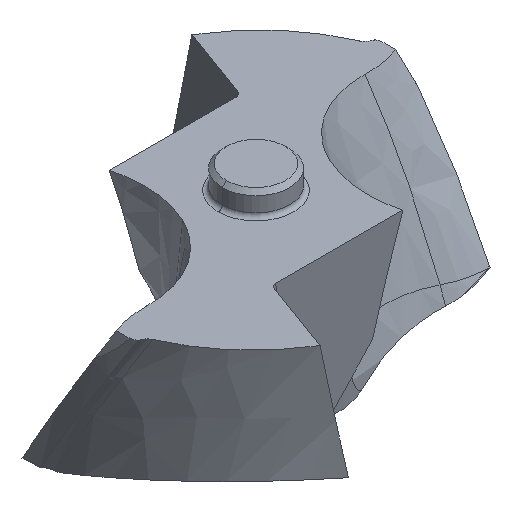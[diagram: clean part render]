
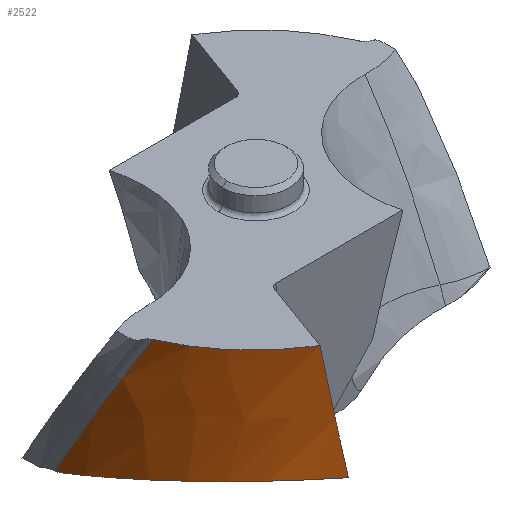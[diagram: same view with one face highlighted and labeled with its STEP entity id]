
A CAD part, isometric view. The second image highlights one B-rep face of the part: STEP entity #2522.
In plain terms, the highlighted free-form (B-spline) face has degree [3, 3] with [7, 5] control points.
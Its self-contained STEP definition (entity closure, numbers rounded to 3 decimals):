
#160=CARTESIAN_POINT('',(-3.775,-6.134,
0.));
#161=CARTESIAN_POINT('',(-4.318,-5.81,
0.));
#162=CARTESIAN_POINT('',(-5.488,-4.883,
0.));
#163=CARTESIAN_POINT('',(-6.322,-3.634,
0.));
#164=CARTESIAN_POINT('',(-6.659,-2.858,
0.));
#450=CARTESIAN_POINT('',(-7.248,0.162,
-5.399));
#749=CARTESIAN_POINT('',(-3.079,-6.48,
-4.385));
#750=CARTESIAN_POINT('',(-3.277,-6.388,
-4.349));
#751=CARTESIAN_POINT('',(-3.659,-6.189,
-4.287));
#752=CARTESIAN_POINT('',(-4.178,-5.861,
-4.225));
#753=CARTESIAN_POINT('',(-4.68,-5.482,
-4.189));
#754=CARTESIAN_POINT('',(-5.134,-5.072,
-4.182));
#755=CARTESIAN_POINT('',(-5.56,-4.617,
-4.204));
#756=CARTESIAN_POINT('',(-5.948,-4.119,
-4.255));
#757=CARTESIAN_POINT('',(-6.277,-3.612,
-4.332));
#758=CARTESIAN_POINT('',(-6.562,-3.08,
-4.434));
#759=CARTESIAN_POINT('',(-6.814,-2.485,
-4.573));
#760=CARTESIAN_POINT('',(-6.997,-1.924,
-4.724));
#761=CARTESIAN_POINT('',(-7.147,-1.271,
-4.922));
#762=CARTESIAN_POINT('',(-7.228,-0.672,
-5.125));
#763=CARTESIAN_POINT('',(-7.25,-0.227,
-5.289));
#764=CARTESIAN_POINT('',(-7.25,0.,-5.377));
#766=CARTESIAN_POINT('',(-7.25,0.,-5.377));
#767=CARTESIAN_POINT('',(-7.25,0.018,
-5.379));
#768=CARTESIAN_POINT('',(-7.25,0.054,
-5.384));
#769=CARTESIAN_POINT('',(-7.25,0.108,
-5.391));
#770=CARTESIAN_POINT('',(-7.249,0.144,
-5.396));
#771=CARTESIAN_POINT('',(-7.248,0.162,
-5.399));
#773=CARTESIAN_POINT('',(-7.248,0.162,
-5.399));
#774=CARTESIAN_POINT('',(-7.264,-0.428,
-4.34));
#775=CARTESIAN_POINT('',(-7.159,-1.451,
-2.54));
#776=CARTESIAN_POINT('',(-6.831,-2.455,
-0.741));
#777=CARTESIAN_POINT('',(-6.659,-2.858,
0.));
#779=CARTESIAN_POINT('',(-3.775,-6.134,
0.));
#780=CARTESIAN_POINT('',(-3.719,-6.152,
-0.334));
#781=CARTESIAN_POINT('',(-3.614,-6.186,
-0.965));
#782=CARTESIAN_POINT('',(-3.476,-6.239,
-1.802));
#783=CARTESIAN_POINT('',(-3.358,-6.293,
-2.534));
#784=CARTESIAN_POINT('',(-3.255,-6.35,
-3.195));
#785=CARTESIAN_POINT('',(-3.162,-6.412,
-3.808));
#786=CARTESIAN_POINT('',(-3.106,-6.457,
-4.197));
#787=CARTESIAN_POINT('',(-3.079,-6.48,
-4.385));
#947=CARTESIAN_POINT('',(-3.775,-6.134,
0.));
#948=VERTEX_POINT('',#947);
#949=VERTEX_POINT('',#164);
#980=CARTESIAN_POINT('',(-7.25,0.,-5.377));
#981=VERTEX_POINT('',#980);
#982=VERTEX_POINT('',#749);
#997=VERTEX_POINT('',#450);
#2478=CARTESIAN_POINT('',(-3.399,-6.399,
-5.453));
#2479=CARTESIAN_POINT('',(-2.959,-6.54,
-4.376));
#2480=CARTESIAN_POINT('',(-2.075,-6.803,
-2.541));
#2481=CARTESIAN_POINT('',(-0.958,-7.044,
-0.707));
#2482=CARTESIAN_POINT('',(-0.459,-7.134,
0.051));
#2483=CARTESIAN_POINT('',(-3.484,-6.354,
-5.453));
#2484=CARTESIAN_POINT('',(-3.046,-6.503,
-4.376));
#2485=CARTESIAN_POINT('',(-2.165,-6.779,
-2.541));
#2486=CARTESIAN_POINT('',(-1.051,-7.035,
-0.707));
#2487=CARTESIAN_POINT('',(-0.553,-7.129,
0.051));
#2488=CARTESIAN_POINT('',(-4.321,-5.889,
-5.453));
#2489=CARTESIAN_POINT('',(-3.903,-6.117,
-4.376));
#2490=CARTESIAN_POINT('',(-3.056,-6.527,
-2.541));
#2491=CARTESIAN_POINT('',(-1.976,-6.917,
-0.707));
#2492=CARTESIAN_POINT('',(-1.492,-7.067,
0.051));
#2493=CARTESIAN_POINT('',(-5.727,-4.692,
-5.453));
#2494=CARTESIAN_POINT('',(-5.377,-5.061,
-4.376));
#2495=CARTESIAN_POINT('',(-4.646,-5.712,
-2.541));
#2496=CARTESIAN_POINT('',(-3.682,-6.342,
-0.707));
#2497=CARTESIAN_POINT('',(-3.246,-6.592,
0.051));
#2498=CARTESIAN_POINT('',(-7.019,-2.375,
-5.453));
#2499=CARTESIAN_POINT('',(-6.831,-2.9,
-4.376));
#2500=CARTESIAN_POINT('',(-6.376,-3.817,
-2.541));
#2501=CARTESIAN_POINT('',(-5.688,-4.714,
-0.707));
#2502=CARTESIAN_POINT('',(-5.366,-5.073,
0.051));
#2503=CARTESIAN_POINT('',(-7.278,-0.616,
-5.453));
#2504=CARTESIAN_POINT('',(-7.229,-1.201,
-4.376));
#2505=CARTESIAN_POINT('',(-7.011,-2.219,
-2.541));
#2506=CARTESIAN_POINT('',(-6.56,-3.215,
-0.707));
#2507=CARTESIAN_POINT('',(-6.336,-3.617,
0.051));
#2508=CARTESIAN_POINT('',(-7.245,0.271,
-5.453));
#2509=CARTESIAN_POINT('',(-7.27,-0.33,
-4.376));
#2510=CARTESIAN_POINT('',(-7.176,-1.376,
-2.541));
#2511=CARTESIAN_POINT('',(-6.851,-2.401,
-0.707));
#2512=CARTESIAN_POINT('',(-6.678,-2.814,
0.051));
#2513=B_SPLINE_SURFACE_WITH_KNOTS('',3,3,((#2478,#2479,#2480,#2481,#2482),
(#2483,#2484,#2485,#2486,#2487),(#2488,#2489,#2490,#2491,#2492),(#2493,#2494,
#2495,#2496,#2497),(#2498,#2499,#2500,#2501,#2502),(#2503,#2504,#2505,#2506,
#2507),(#2508,#2509,#2510,#2511,#2512)),.UNSPECIFIED.,.F.,.F.,.F.,(4,1,1,1,4),
(4,1,4),(0.222,0.25,0.5,0.75,1.008),(
0.066,3.796,6.421),.UNSPECIFIED.);
#2514=ORIENTED_EDGE('',*,*,#1688,.T.);
#2515=ORIENTED_EDGE('',*,*,#1732,.T.);
#2516=ORIENTED_EDGE('',*,*,#2466,.T.);
#2517=ORIENTED_EDGE('',*,*,#1283,.F.);
#2519=ORIENTED_EDGE('',*,*,#2518,.T.);
#2520=EDGE_LOOP('',(#2514,#2515,#2516,#2517,#2519));
#2521=FACE_OUTER_BOUND('',#2520,.F.);
#165=B_SPLINE_CURVE_WITH_KNOTS('',3,(#160,#161,#162,#163,#164),.UNSPECIFIED.,
.F.,.F.,(4,1,4),(0.,0.428,1.),.UNSPECIFIED.);
#765=B_SPLINE_CURVE_WITH_KNOTS('',3,(#749,#750,#751,#752,#753,#754,#755,#756,
#757,#758,#759,#760,#761,#762,#763,#764),.UNSPECIFIED.,.F.,.F.,(4,1,1,1,1,1,1,1,
1,1,1,1,1,4),(0.,0.077,0.154,0.231,
0.308,0.385,0.462,0.538,
0.615,0.692,0.769,0.846,
0.923,1.),.UNSPECIFIED.);
#772=B_SPLINE_CURVE_WITH_KNOTS('',3,(#766,#767,#768,#769,#770,#771),
.UNSPECIFIED.,.F.,.F.,(4,1,1,4),(0.,0.333,0.667,1.),
.UNSPECIFIED.);
#778=B_SPLINE_CURVE_WITH_KNOTS('',3,(#773,#774,#775,#776,#777),.UNSPECIFIED.,
.F.,.F.,(4,1,4),(0.,0.588,1.),.UNSPECIFIED.);
#788=B_SPLINE_CURVE_WITH_KNOTS('',3,(#779,#780,#781,#782,#783,#784,#785,#786,
#787),.UNSPECIFIED.,.F.,.F.,(4,1,1,1,1,1,4),(0.,0.167,
0.333,0.5,0.667,0.833,1.),
.UNSPECIFIED.);
#1283=EDGE_CURVE('',#948,#949,#165,.T.);
#1688=EDGE_CURVE('',#982,#981,#765,.T.);
#1732=EDGE_CURVE('',#981,#997,#772,.T.);
#2466=EDGE_CURVE('',#997,#949,#778,.T.);
#2518=EDGE_CURVE('',#948,#982,#788,.T.);
#2522=ADVANCED_FACE('',(#2521),#2513,.F.);
